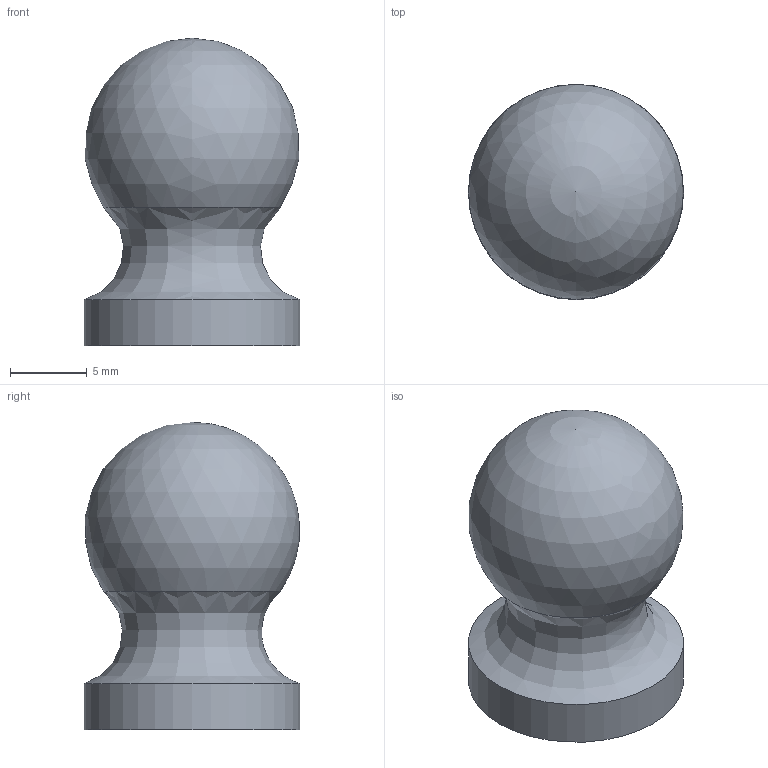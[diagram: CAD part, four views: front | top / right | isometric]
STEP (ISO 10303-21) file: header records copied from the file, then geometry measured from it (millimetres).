
FILE_DESCRIPTION(('FreeCAD Model'),'2;1');
FILE_NAME('Open CASCADE Shape Model','2024-07-05T12:17:57',(''),(''), 'Open CASCADE STEP processor 7.6','FreeCAD','Unknown');
FILE_SCHEMA(('AUTOMOTIVE_DESIGN { 1 0 10303 214 1 1 1 1 }'));
Length unit declared in the file: millimetre
Products named in the file (1): Handle
Bounding box: 14 x 14 x 20 mm (x, y, z)
Volume: 2149 mm3; surface area: 1102 mm2
Topology: 1 solids, 1 shells, 6 faces, 10 edges, 6 vertices
Faces by surface type: cylinder 2, plane 2, revolution 1, sphere 1
Full cylindrical faces by diameter (mm): 3.1 x1, 14 x1
Entity records: 165 total; most frequent: DIRECTION 31, CARTESIAN_POINT 23, ORIENTED_EDGE 18, AXIS2_PLACEMENT_3D 14, EDGE_CURVE 9, CIRCLE 8, FACE_BOUND 7, EDGE_LOOP 7
